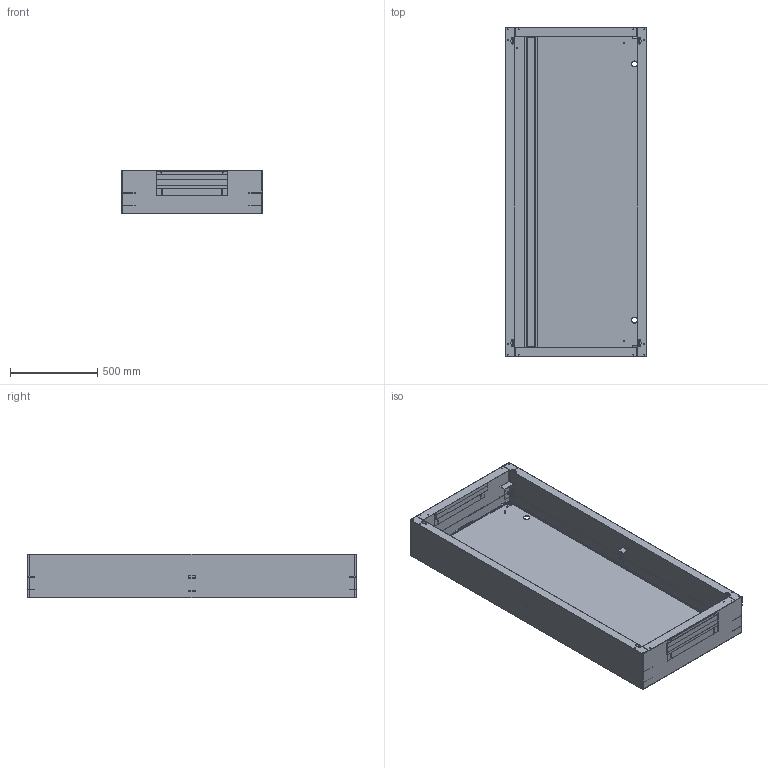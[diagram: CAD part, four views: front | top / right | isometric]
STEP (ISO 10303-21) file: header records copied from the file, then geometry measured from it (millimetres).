
FILE_DESCRIPTION (( 'STEP AP214' ), '1' );
FILE_NAME ('IL006339-F.STEP', '2020-01-29T12:29:35', ( '' ), ( '' ), 'SwSTEP 2.0', 'SolidWorks 2019', '' );
FILE_SCHEMA (( 'AUTOMOTIVE_DESIGN' ));
Length unit declared in the file: millimetre
Products named in the file (10): Sponge part small; IL006339-F; Srednji dio; IL006339-F door; Kutni dio; baglama gornja_LH; baglama donja_LH; IL006339-F enclosure; Sponge part big; Metal part
Assembly tree (16 placements, depth 2):
  IL006339-F
    IL006339-F enclosure
    IL006339-F door
    baglama donja_LH
    baglama gornja_LH
    Metal part  x2
    Sponge part big  x2
    Sponge part small  x2
    Srednji dio  x2
    Kutni dio  x4
Bounding box: 806 x 1886 x 250 mm (x, y, z)
Volume: 7031407.1 mm3; surface area: 7985874.1 mm2
Topology: 20 solids, 20 shells, 1133 faces, 2916 edges, 1825 vertices
Faces by surface type: plane 665, cylinder 452, cone 8, sphere 5, bspline 2, torus 1
Entity records: 28036 total; most frequent: DIRECTION 4817, CARTESIAN_POINT 4775, ORIENTED_EDGE 4620, EDGE_CURVE 2310, VECTOR 1623, LINE 1623, AXIS2_PLACEMENT_3D 1597, VERTEX_POINT 1429
